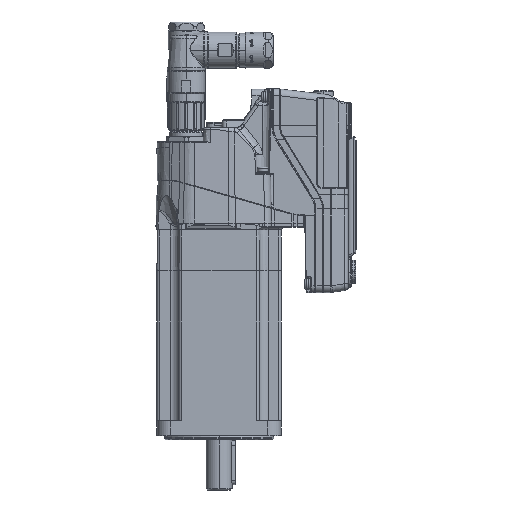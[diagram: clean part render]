
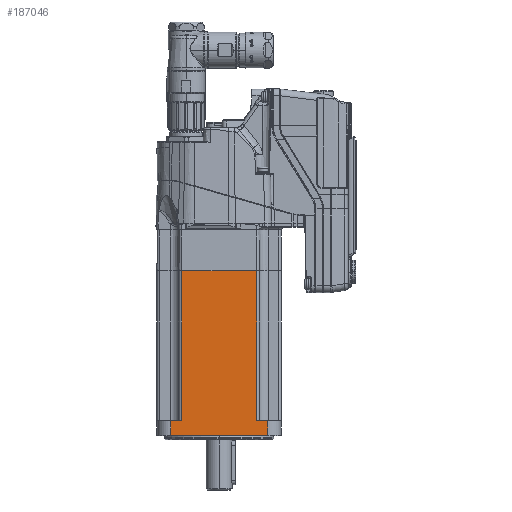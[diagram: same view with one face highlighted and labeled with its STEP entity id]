
A CAD part, left-side view. The second image highlights one B-rep face of the part: STEP entity #187046.
In plain terms, the highlighted face is planar.
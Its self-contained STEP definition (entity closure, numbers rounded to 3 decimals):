
#180408=DIRECTION('',(0.,-1.,0.));
#180409=VECTOR('',#180408,71.3);
#180410=CARTESIAN_POINT('',(-0.5,35.65,45.65));
#180411=LINE('',#180410,#180409);
#181017=DIRECTION('',(0.,1.,0.));
#181018=VECTOR('',#181017,8.15);
#181019=CARTESIAN_POINT('',(-11.5,-35.65,45.65));
#181020=LINE('',#181019,#181018);
#181100=DIRECTION('',(-1.,0.,0.));
#181101=VECTOR('',#181100,110.);
#181102=CARTESIAN_POINT('',(-11.5,-27.5,45.65));
#181103=LINE('',#181102,#181101);
#181114=DIRECTION('',(0.,1.,0.));
#181115=VECTOR('',#181114,55.);
#181116=CARTESIAN_POINT('',(-121.5,-27.5,45.65));
#181117=LINE('',#181116,#181115);
#181121=DIRECTION('',(1.,0.,0.));
#181122=VECTOR('',#181121,110.);
#181123=CARTESIAN_POINT('',(-121.5,27.5,45.65));
#181124=LINE('',#181123,#181122);
#181406=DIRECTION('',(1.,0.,0.));
#181407=VECTOR('',#181406,11.);
#181408=CARTESIAN_POINT('',(-11.5,35.65,45.65));
#181409=LINE('',#181408,#181407);
#181436=DIRECTION('',(0.,1.,0.));
#181437=VECTOR('',#181436,8.15);
#181438=CARTESIAN_POINT('',(-11.5,27.5,45.65));
#181439=LINE('',#181438,#181437);
#181503=DIRECTION('',(-1.,0.,0.));
#181504=VECTOR('',#181503,11.);
#181505=CARTESIAN_POINT('',(-0.5,-35.65,45.65));
#181506=LINE('',#181505,#181504);
#184521=CARTESIAN_POINT('',(-11.5,-27.5,45.65));
#184522=VERTEX_POINT('',#184521);
#184523=CARTESIAN_POINT('',(-11.5,-35.65,45.65));
#184524=VERTEX_POINT('',#184523);
#184525=CARTESIAN_POINT('',(-0.5,-35.65,45.65));
#184526=VERTEX_POINT('',#184525);
#184527=CARTESIAN_POINT('',(-0.5,35.65,45.65));
#184528=VERTEX_POINT('',#184527);
#184529=CARTESIAN_POINT('',(-11.5,35.65,45.65));
#184530=VERTEX_POINT('',#184529);
#184531=CARTESIAN_POINT('',(-11.5,27.5,45.65));
#184532=VERTEX_POINT('',#184531);
#185229=CARTESIAN_POINT('',(-121.5,-27.5,45.65));
#185230=VERTEX_POINT('',#185229);
#185231=CARTESIAN_POINT('',(-121.5,27.5,45.65));
#185232=VERTEX_POINT('',#185231);
#187027=CARTESIAN_POINT('',(-150.,0.,45.65));
#187028=DIRECTION('',(0.,0.,1.));
#187029=DIRECTION('',(1.,0.,0.));
#187030=AXIS2_PLACEMENT_3D('',#187027,#187028,#187029);
#187031=PLANE('',#187030);
#187032=ORIENTED_EDGE('',*,*,#186995,.T.);
#187033=ORIENTED_EDGE('',*,*,#186700,.T.);
#187035=ORIENTED_EDGE('',*,*,#187034,.T.);
#187037=ORIENTED_EDGE('',*,*,#187036,.T.);
#187039=ORIENTED_EDGE('',*,*,#187038,.T.);
#187040=ORIENTED_EDGE('',*,*,#186468,.T.);
#187042=ORIENTED_EDGE('',*,*,#187041,.T.);
#187043=ORIENTED_EDGE('',*,*,#186959,.T.);
#187044=EDGE_LOOP('',(#187032,#187033,#187035,#187037,#187039,#187040,#187042,
#187043));
#187045=FACE_OUTER_BOUND('',#187044,.F.);
#187046=ADVANCED_FACE('',(#187045),#187031,.T.);
#186468=EDGE_CURVE('',#184528,#184526,#180411,.T.);
#186700=EDGE_CURVE('',#185230,#185232,#181117,.T.);
#186959=EDGE_CURVE('',#184524,#184522,#181020,.T.);
#186995=EDGE_CURVE('',#184522,#185230,#181103,.T.);
#187034=EDGE_CURVE('',#185232,#184532,#181124,.T.);
#187036=EDGE_CURVE('',#184532,#184530,#181439,.T.);
#187038=EDGE_CURVE('',#184530,#184528,#181409,.T.);
#187041=EDGE_CURVE('',#184526,#184524,#181506,.T.);
